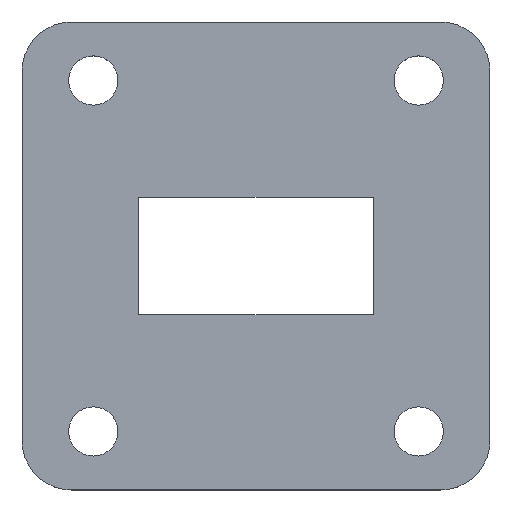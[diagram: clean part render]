
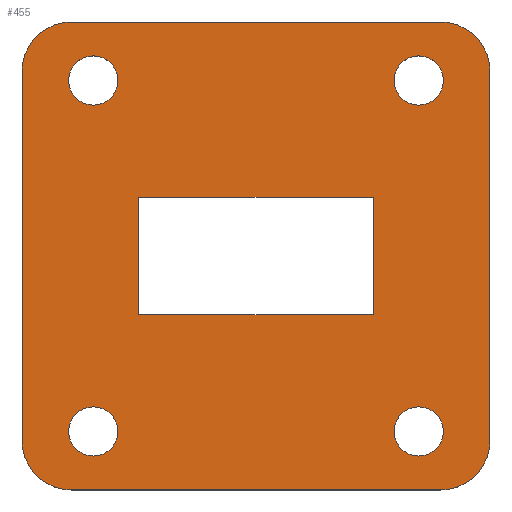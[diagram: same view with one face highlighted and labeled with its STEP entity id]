
A CAD part, top view. The second image highlights one B-rep face of the part: STEP entity #455.
In plain terms, the highlighted planar face has unit normal (0, 0, 1).
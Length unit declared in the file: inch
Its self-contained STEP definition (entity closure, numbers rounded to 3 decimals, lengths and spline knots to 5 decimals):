
#2 = DIRECTION ( 'NONE',  ( -1., 0., 0. ) ) ;
#3 = ORIENTED_EDGE ( 'NONE', *, *, #567, .F. ) ;
#6 = EDGE_CURVE ( 'NONE', #85, #78, #522, .T. ) ;
#7 = CARTESIAN_POINT ( 'NONE',  ( -0.74803, -0.74803, 0. ) ) ;
#9 = AXIS2_PLACEMENT_3D ( 'NONE', #515, #421, #158 ) ;
#12 = CARTESIAN_POINT ( 'NONE',  ( 0.74803, -0.74803, 0. ) ) ;
#23 = CARTESIAN_POINT ( 'NONE',  ( -0.59055, -0.74803, 0. ) ) ;
#26 = DIRECTION ( 'NONE',  ( 0., 0., 1. ) ) ;
#36 = VERTEX_POINT ( 'NONE', #269 ) ;
#37 = EDGE_CURVE ( 'NONE', #150, #36, #356, .T. ) ;
#38 = LINE ( 'NONE', #246, #597 ) ;
#45 = EDGE_CURVE ( 'NONE', #222, #222, #632, .T. ) ;
#49 = VERTEX_POINT ( 'NONE', #463 ) ;
#52 = EDGE_CURVE ( 'NONE', #77, #545, #432, .T. ) ;
#61 = VECTOR ( 'NONE', #303, 39.37008 ) ;
#62 = CARTESIAN_POINT ( 'NONE',  ( 0.59882, -0.56102, 0. ) ) ;
#77 = VERTEX_POINT ( 'NONE', #142 ) ;
#78 = VERTEX_POINT ( 'NONE', #605 ) ;
#82 = ORIENTED_EDGE ( 'NONE', *, *, #207, .F. ) ;
#85 = VERTEX_POINT ( 'NONE', #568 ) ;
#88 = CARTESIAN_POINT ( 'NONE',  ( 0.59055, 0.74803, 0. ) ) ;
#91 = CIRCLE ( 'NONE', #312, 0.15748 ) ;
#96 = EDGE_CURVE ( 'NONE', #36, #257, #347, .T. ) ;
#103 = EDGE_LOOP ( 'NONE', ( #606 ) ) ;
#107 = CARTESIAN_POINT ( 'NONE',  ( -0.44134, 0.56102, 0. ) ) ;
#117 = DIRECTION ( 'NONE',  ( 0., 0., 1. ) ) ;
#118 = LINE ( 'NONE', #12, #507 ) ;
#120 = CARTESIAN_POINT ( 'NONE',  ( -0.59055, -0.59055, 0. ) ) ;
#122 = EDGE_LOOP ( 'NONE', ( #647, #611, #209, #3 ) ) ;
#128 = VERTEX_POINT ( 'NONE', #460 ) ;
#134 = CIRCLE ( 'NONE', #9, 0.15748 ) ;
#137 = ORIENTED_EDGE ( 'NONE', *, *, #326, .T. ) ;
#140 = EDGE_LOOP ( 'NONE', ( #493 ) ) ;
#141 = FACE_BOUND ( 'NONE', #441, .T. ) ;
#142 = CARTESIAN_POINT ( 'NONE',  ( 0.74803, 0.59055, 0. ) ) ;
#145 = AXIS2_PLACEMENT_3D ( 'NONE', #626, #26, #228 ) ;
#150 = VERTEX_POINT ( 'NONE', #170 ) ;
#157 = ORIENTED_EDGE ( 'NONE', *, *, #226, .T. ) ;
#158 = DIRECTION ( 'NONE',  ( -1., 0., 0. ) ) ;
#160 = LINE ( 'NONE', #362, #569 ) ;
#163 = VERTEX_POINT ( 'NONE', #509 ) ;
#168 = EDGE_CURVE ( 'NONE', #252, #77, #118, .T. ) ;
#169 = CARTESIAN_POINT ( 'NONE',  ( 0.52008, 0.56102, 0. ) ) ;
#170 = CARTESIAN_POINT ( 'NONE',  ( -0.74803, 0.59055, 0. ) ) ;
#186 = EDGE_LOOP ( 'NONE', ( #82 ) ) ;
#189 = FACE_BOUND ( 'NONE', #140, .T. ) ;
#203 = CARTESIAN_POINT ( 'NONE',  ( 0.375, -0.1875, 0. ) ) ;
#205 = ORIENTED_EDGE ( 'NONE', *, *, #52, .T. ) ;
#207 = EDGE_CURVE ( 'NONE', #562, #562, #334, .T. ) ;
#209 = ORIENTED_EDGE ( 'NONE', *, *, #573, .F. ) ;
#219 = LINE ( 'NONE', #7, #452 ) ;
#222 = VERTEX_POINT ( 'NONE', #107 ) ;
#223 = CARTESIAN_POINT ( 'NONE',  ( 0.52008, -0.56102, 0. ) ) ;
#226 = EDGE_CURVE ( 'NONE', #582, #252, #134, .T. ) ;
#228 = DIRECTION ( 'NONE',  ( 1., 0., 0. ) ) ;
#233 = CARTESIAN_POINT ( 'NONE',  ( -0.59055, 0.74803, 0. ) ) ;
#246 = CARTESIAN_POINT ( 'NONE',  ( -0.375, -0.1875, 0. ) ) ;
#249 = CARTESIAN_POINT ( 'NONE',  ( -0.52008, 0.56102, 0. ) ) ;
#252 = VERTEX_POINT ( 'NONE', #310 ) ;
#253 = AXIS2_PLACEMENT_3D ( 'NONE', #120, #525, #563 ) ;
#257 = VERTEX_POINT ( 'NONE', #23 ) ;
#263 = CARTESIAN_POINT ( 'NONE',  ( -0.375, 0.1875, 0. ) ) ;
#269 = CARTESIAN_POINT ( 'NONE',  ( -0.74803, -0.59055, 0. ) ) ;
#271 = EDGE_CURVE ( 'NONE', #163, #163, #291, .T. ) ;
#274 = VECTOR ( 'NONE', #281, 39.37008 ) ;
#281 = DIRECTION ( 'NONE',  ( -1., 0., 0. ) ) ;
#286 = VERTEX_POINT ( 'NONE', #336 ) ;
#289 = DIRECTION ( 'NONE',  ( -1., 0., 0. ) ) ;
#291 = CIRCLE ( 'NONE', #145, 0.07874 ) ;
#297 = DIRECTION ( 'NONE',  ( 0., 0., 1. ) ) ;
#300 = VERTEX_POINT ( 'NONE', #233 ) ;
#303 = DIRECTION ( 'NONE',  ( 0., -1., 0. ) ) ;
#310 = CARTESIAN_POINT ( 'NONE',  ( 0.74803, -0.59055, 0. ) ) ;
#312 = AXIS2_PLACEMENT_3D ( 'NONE', #585, #475, #489 ) ;
#316 = DIRECTION ( 'NONE',  ( -1., 0., 0. ) ) ;
#326 = EDGE_CURVE ( 'NONE', #545, #300, #428, .T. ) ;
#334 = CIRCLE ( 'NONE', #548, 0.07874 ) ;
#336 = CARTESIAN_POINT ( 'NONE',  ( -0.375, -0.1875, 0. ) ) ;
#339 = DIRECTION ( 'NONE',  ( 1., 0., 0. ) ) ;
#344 = VECTOR ( 'NONE', #491, 39.37008 ) ;
#347 = CIRCLE ( 'NONE', #253, 0.15748 ) ;
#350 = EDGE_CURVE ( 'NONE', #300, #150, #91, .T. ) ;
#351 = FACE_OUTER_BOUND ( 'NONE', #590, .T. ) ;
#355 = FACE_BOUND ( 'NONE', #122, .T. ) ;
#356 = LINE ( 'NONE', #464, #61 ) ;
#362 = CARTESIAN_POINT ( 'NONE',  ( -0.375, -0.1875, 0. ) ) ;
#386 = CARTESIAN_POINT ( 'NONE',  ( -0.74803, 0.74803, 0. ) ) ;
#393 = ORIENTED_EDGE ( 'NONE', *, *, #96, .T. ) ;
#409 = DIRECTION ( 'NONE',  ( 0., 1., 0. ) ) ;
#413 = VECTOR ( 'NONE', #316, 39.37008 ) ;
#414 = DIRECTION ( 'NONE',  ( 0., 0., 1. ) ) ;
#419 = DIRECTION ( 'NONE',  ( 1., 0., 0. ) ) ;
#421 = DIRECTION ( 'NONE',  ( 0., 0., 1. ) ) ;
#428 = LINE ( 'NONE', #386, #274 ) ;
#432 = CIRCLE ( 'NONE', #520, 0.15748 ) ;
#440 = FACE_BOUND ( 'NONE', #103, .T. ) ;
#441 = EDGE_LOOP ( 'NONE', ( #483 ) ) ;
#443 = DIRECTION ( 'NONE',  ( 0., -1., 0. ) ) ;
#444 = ORIENTED_EDGE ( 'NONE', *, *, #617, .T. ) ;
#452 = VECTOR ( 'NONE', #466, 39.37008 ) ;
#455 = ADVANCED_FACE ( 'NONE', ( #355, #189, #594, #141, #440, #351 ), #546, .F. ) ;
#458 = CARTESIAN_POINT ( 'NONE',  ( 0.59055, 0.59055, 0. ) ) ;
#460 = CARTESIAN_POINT ( 'NONE',  ( 0.375, -0.1875, 0. ) ) ;
#463 = CARTESIAN_POINT ( 'NONE',  ( 0.59882, 0.56102, 0. ) ) ;
#464 = CARTESIAN_POINT ( 'NONE',  ( -0.74803, -0.74803, 0. ) ) ;
#466 = DIRECTION ( 'NONE',  ( 1., 0., 0. ) ) ;
#475 = DIRECTION ( 'NONE',  ( 0., 0., 1. ) ) ;
#483 = ORIENTED_EDGE ( 'NONE', *, *, #603, .F. ) ;
#489 = DIRECTION ( 'NONE',  ( -1., 0., 0. ) ) ;
#491 = DIRECTION ( 'NONE',  ( 0., 1., 0. ) ) ;
#493 = ORIENTED_EDGE ( 'NONE', *, *, #271, .F. ) ;
#503 = DIRECTION ( 'NONE',  ( 0., 0., 1. ) ) ;
#507 = VECTOR ( 'NONE', #409, 39.37008 ) ;
#509 = CARTESIAN_POINT ( 'NONE',  ( -0.44134, -0.56102, 0. ) ) ;
#515 = CARTESIAN_POINT ( 'NONE',  ( 0.59055, -0.59055, 0. ) ) ;
#516 = CARTESIAN_POINT ( 'NONE',  ( 0.59055, -0.74803, 0. ) ) ;
#520 = AXIS2_PLACEMENT_3D ( 'NONE', #458, #297, #2 ) ;
#522 = LINE ( 'NONE', #263, #413 ) ;
#525 = DIRECTION ( 'NONE',  ( 0., 0., 1. ) ) ;
#542 = LINE ( 'NONE', #203, #344 ) ;
#544 = EDGE_CURVE ( 'NONE', #128, #85, #542, .T. ) ;
#545 = VERTEX_POINT ( 'NONE', #88 ) ;
#546 = PLANE ( 'NONE',  #578 ) ;
#548 = AXIS2_PLACEMENT_3D ( 'NONE', #223, #414, #608 ) ;
#553 = AXIS2_PLACEMENT_3D ( 'NONE', #249, #503, #339 ) ;
#556 = CARTESIAN_POINT ( 'NONE',  ( 0., 0., 0. ) ) ;
#562 = VERTEX_POINT ( 'NONE', #62 ) ;
#563 = DIRECTION ( 'NONE',  ( -1., 0., 0. ) ) ;
#567 = EDGE_CURVE ( 'NONE', #78, #286, #38, .T. ) ;
#568 = CARTESIAN_POINT ( 'NONE',  ( 0.375, 0.1875, 0. ) ) ;
#569 = VECTOR ( 'NONE', #419, 39.37008 ) ;
#573 = EDGE_CURVE ( 'NONE', #286, #128, #160, .T. ) ;
#576 = ORIENTED_EDGE ( 'NONE', *, *, #350, .T. ) ;
#578 = AXIS2_PLACEMENT_3D ( 'NONE', #556, #601, #289 ) ;
#582 = VERTEX_POINT ( 'NONE', #516 ) ;
#585 = CARTESIAN_POINT ( 'NONE',  ( -0.59055, 0.59055, 0. ) ) ;
#590 = EDGE_LOOP ( 'NONE', ( #137, #576, #652, #393, #444, #157, #627, #205 ) ) ;
#594 = FACE_BOUND ( 'NONE', #186, .T. ) ;
#597 = VECTOR ( 'NONE', #443, 39.37008 ) ;
#601 = DIRECTION ( 'NONE',  ( 0., 0., -1. ) ) ;
#603 = EDGE_CURVE ( 'NONE', #49, #49, #642, .T. ) ;
#605 = CARTESIAN_POINT ( 'NONE',  ( -0.375, 0.1875, 0. ) ) ;
#606 = ORIENTED_EDGE ( 'NONE', *, *, #45, .F. ) ;
#608 = DIRECTION ( 'NONE',  ( 1., 0., 0. ) ) ;
#610 = AXIS2_PLACEMENT_3D ( 'NONE', #169, #117, #613 ) ;
#611 = ORIENTED_EDGE ( 'NONE', *, *, #544, .F. ) ;
#613 = DIRECTION ( 'NONE',  ( 1., 0., 0. ) ) ;
#617 = EDGE_CURVE ( 'NONE', #257, #582, #219, .T. ) ;
#626 = CARTESIAN_POINT ( 'NONE',  ( -0.52008, -0.56102, 0. ) ) ;
#627 = ORIENTED_EDGE ( 'NONE', *, *, #168, .T. ) ;
#632 = CIRCLE ( 'NONE', #553, 0.07874 ) ;
#642 = CIRCLE ( 'NONE', #610, 0.07874 ) ;
#647 = ORIENTED_EDGE ( 'NONE', *, *, #6, .F. ) ;
#652 = ORIENTED_EDGE ( 'NONE', *, *, #37, .T. ) ;
